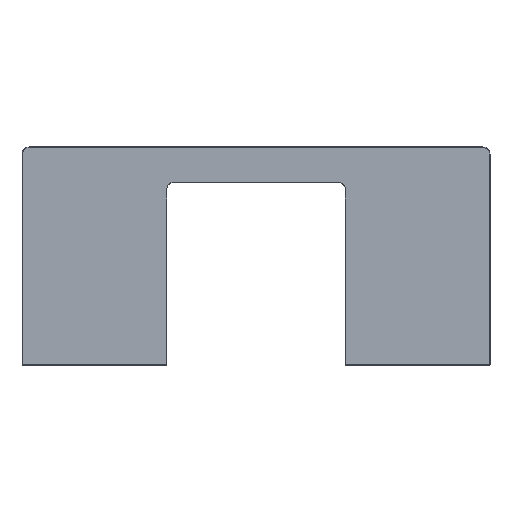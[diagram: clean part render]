
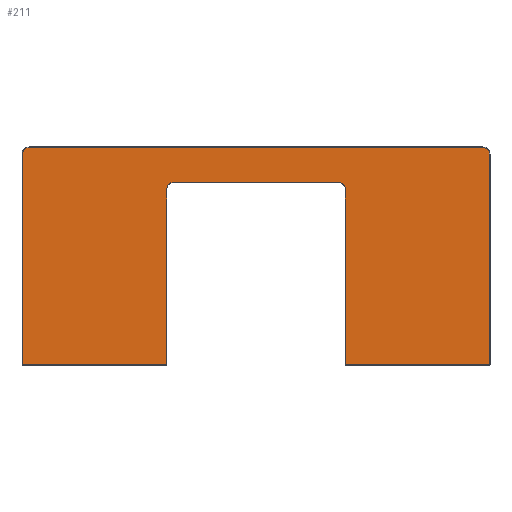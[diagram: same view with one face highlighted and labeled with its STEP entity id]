
A CAD part, front view. The second image highlights one B-rep face of the part: STEP entity #211.
In plain terms, the highlighted planar face has unit normal (0, -1, 0).
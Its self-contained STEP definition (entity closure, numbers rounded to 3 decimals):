
#60=CARTESIAN_POINT('Axis2P3D Location',(1180.,0.,0.)) ;
#65=CARTESIAN_POINT('Line Origine',(183.25,0.,1.5)) ;
#69=CARTESIAN_POINT('Vertex',(1.5,0.,1.5)) ;
#71=CARTESIAN_POINT('Vertex',(365.,0.,1.5)) ;
#74=CARTESIAN_POINT('Line Origine',(365.,0.,222.75)) ;
#78=CARTESIAN_POINT('Vertex',(365.,0.,444.)) ;
#82=CARTESIAN_POINT('Control Point',(381.,0.,460.)) ;
#83=CARTESIAN_POINT('Control Point',(379.432,0.,460.)) ;
#84=CARTESIAN_POINT('Control Point',(377.865,0.,459.808)) ;
#85=CARTESIAN_POINT('Control Point',(376.328,0.,459.424)) ;
#86=CARTESIAN_POINT('Control Point',(373.381,0.,458.288)) ;
#87=CARTESIAN_POINT('Control Point',(370.795,0.,456.473)) ;
#88=CARTESIAN_POINT('Control Point',(369.62,0.,455.412)) ;
#89=CARTESIAN_POINT('Control Point',(367.554,0.,453.022)) ;
#90=CARTESIAN_POINT('Control Point',(366.126,0.,450.205)) ;
#91=CARTESIAN_POINT('Control Point',(365.589,0.,448.715)) ;
#92=CARTESIAN_POINT('Control Point',(365.168,0.,446.857)) ;
#93=CARTESIAN_POINT('Control Point',(365.025,0.,444.97)) ;
#94=CARTESIAN_POINT('Control Point',(365.008,0.,444.647)) ;
#95=CARTESIAN_POINT('Control Point',(365.,0.,444.323)) ;
#96=CARTESIAN_POINT('Control Point',(365.,0.,444.)) ;
#97=CARTESIAN_POINT('Vertex',(381.,0.,460.)) ;
#100=CARTESIAN_POINT('Line Origine',(590.,0.,460.)) ;
#104=CARTESIAN_POINT('Vertex',(799.,0.,460.)) ;
#108=CARTESIAN_POINT('Control Point',(815.,0.,444.)) ;
#109=CARTESIAN_POINT('Control Point',(815.,0.,445.568)) ;
#110=CARTESIAN_POINT('Control Point',(814.808,0.,447.135)) ;
#111=CARTESIAN_POINT('Control Point',(814.424,0.,448.672)) ;
#112=CARTESIAN_POINT('Control Point',(813.288,0.,451.619)) ;
#113=CARTESIAN_POINT('Control Point',(811.473,0.,454.205)) ;
#114=CARTESIAN_POINT('Control Point',(810.412,0.,455.38)) ;
#115=CARTESIAN_POINT('Control Point',(808.022,0.,457.446)) ;
#116=CARTESIAN_POINT('Control Point',(805.205,0.,458.874)) ;
#117=CARTESIAN_POINT('Control Point',(803.715,0.,459.411)) ;
#118=CARTESIAN_POINT('Control Point',(801.857,0.,459.832)) ;
#119=CARTESIAN_POINT('Control Point',(799.97,0.,459.975)) ;
#120=CARTESIAN_POINT('Control Point',(799.647,0.,459.992)) ;
#121=CARTESIAN_POINT('Control Point',(799.323,0.,460.)) ;
#122=CARTESIAN_POINT('Control Point',(799.,0.,460.)) ;
#123=CARTESIAN_POINT('Vertex',(815.,0.,444.)) ;
#126=CARTESIAN_POINT('Line Origine',(815.,0.,222.75)) ;
#130=CARTESIAN_POINT('Vertex',(815.,0.,1.5)) ;
#133=CARTESIAN_POINT('Line Origine',(996.75,0.,1.5)) ;
#137=CARTESIAN_POINT('Vertex',(1178.5,0.,1.5)) ;
#140=CARTESIAN_POINT('Line Origine',(1178.5,0.,266.75)) ;
#144=CARTESIAN_POINT('Vertex',(1178.5,0.,532.)) ;
#148=CARTESIAN_POINT('Control Point',(1178.5,0.,532.)) ;
#149=CARTESIAN_POINT('Control Point',(1178.5,0.,533.592)) ;
#150=CARTESIAN_POINT('Control Point',(1178.308,0.,535.184)) ;
#151=CARTESIAN_POINT('Control Point',(1177.924,0.,536.745)) ;
#152=CARTESIAN_POINT('Control Point',(1176.787,0.,539.744)) ;
#153=CARTESIAN_POINT('Control Point',(1174.97,0.,542.386)) ;
#154=CARTESIAN_POINT('Control Point',(1173.905,0.,543.591)) ;
#155=CARTESIAN_POINT('Control Point',(1171.507,0.,545.72)) ;
#156=CARTESIAN_POINT('Control Point',(1168.671,0.,547.218)) ;
#157=CARTESIAN_POINT('Control Point',(1167.169,0.,547.791)) ;
#158=CARTESIAN_POINT('Control Point',(1165.215,0.,548.277)) ;
#159=CARTESIAN_POINT('Control Point',(1163.223,0.,548.462)) ;
#160=CARTESIAN_POINT('Control Point',(1162.815,0.,548.487)) ;
#161=CARTESIAN_POINT('Control Point',(1162.408,0.,548.5)) ;
#162=CARTESIAN_POINT('Control Point',(1162.,0.,548.5)) ;
#163=CARTESIAN_POINT('Vertex',(1162.,0.,548.5)) ;
#166=CARTESIAN_POINT('Line Origine',(590.,0.,548.5)) ;
#170=CARTESIAN_POINT('Vertex',(18.,0.,548.5)) ;
#174=CARTESIAN_POINT('Control Point',(18.,0.,548.5)) ;
#175=CARTESIAN_POINT('Control Point',(16.408,0.,548.5)) ;
#176=CARTESIAN_POINT('Control Point',(14.816,0.,548.308)) ;
#177=CARTESIAN_POINT('Control Point',(13.255,0.,547.924)) ;
#178=CARTESIAN_POINT('Control Point',(10.256,0.,546.787)) ;
#179=CARTESIAN_POINT('Control Point',(7.614,0.,544.97)) ;
#180=CARTESIAN_POINT('Control Point',(6.409,0.,543.905)) ;
#181=CARTESIAN_POINT('Control Point',(4.28,0.,541.507)) ;
#182=CARTESIAN_POINT('Control Point',(2.782,0.,538.671)) ;
#183=CARTESIAN_POINT('Control Point',(2.209,0.,537.169)) ;
#184=CARTESIAN_POINT('Control Point',(1.723,0.,535.215)) ;
#185=CARTESIAN_POINT('Control Point',(1.538,0.,533.223)) ;
#186=CARTESIAN_POINT('Control Point',(1.513,0.,532.815)) ;
#187=CARTESIAN_POINT('Control Point',(1.5,0.,532.408)) ;
#188=CARTESIAN_POINT('Control Point',(1.5,0.,532.)) ;
#189=CARTESIAN_POINT('Vertex',(1.5,0.,532.)) ;
#192=CARTESIAN_POINT('Line Origine',(1.5,0.,266.75)) ;
#67=VECTOR('Line Direction',#66,1.) ;
#76=VECTOR('Line Direction',#75,1.) ;
#102=VECTOR('Line Direction',#101,1.) ;
#128=VECTOR('Line Direction',#127,1.) ;
#135=VECTOR('Line Direction',#134,1.) ;
#142=VECTOR('Line Direction',#141,1.) ;
#168=VECTOR('Line Direction',#167,1.) ;
#194=VECTOR('Line Direction',#193,1.) ;
#61=DIRECTION('Axis2P3D Direction',(-0.,1.,0.)) ;
#62=DIRECTION('Axis2P3D XDirection',(0.,0.,1.)) ;
#66=DIRECTION('Vector Direction',(1.,0.,0.)) ;
#75=DIRECTION('Vector Direction',(0.,0.,-1.)) ;
#101=DIRECTION('Vector Direction',(-1.,0.,0.)) ;
#127=DIRECTION('Vector Direction',(0.,0.,1.)) ;
#134=DIRECTION('Vector Direction',(1.,0.,0.)) ;
#141=DIRECTION('Vector Direction',(0.,0.,1.)) ;
#167=DIRECTION('Vector Direction',(-1.,0.,0.)) ;
#193=DIRECTION('Vector Direction',(0.,0.,-1.)) ;
#63=AXIS2_PLACEMENT_3D('Plane Axis2P3D',#60,#61,#62) ;
#68=LINE('Line',#65,#67) ;
#77=LINE('Line',#74,#76) ;
#103=LINE('Line',#100,#102) ;
#129=LINE('Line',#126,#128) ;
#136=LINE('Line',#133,#135) ;
#143=LINE('Line',#140,#142) ;
#169=LINE('Line',#166,#168) ;
#195=LINE('Line',#192,#194) ;
#64=PLANE('',#63) ;
#73=EDGE_CURVE('',#70,#72,#68,.T.) ;
#80=EDGE_CURVE('',#79,#72,#77,.T.) ;
#99=EDGE_CURVE('',#98,#79,#81,.T.) ;
#106=EDGE_CURVE('',#105,#98,#103,.T.) ;
#125=EDGE_CURVE('',#124,#105,#107,.T.) ;
#132=EDGE_CURVE('',#131,#124,#129,.T.) ;
#139=EDGE_CURVE('',#131,#138,#136,.T.) ;
#146=EDGE_CURVE('',#138,#145,#143,.T.) ;
#165=EDGE_CURVE('',#145,#164,#147,.T.) ;
#172=EDGE_CURVE('',#164,#171,#169,.T.) ;
#191=EDGE_CURVE('',#171,#190,#173,.T.) ;
#196=EDGE_CURVE('',#190,#70,#195,.T.) ;
#198=ORIENTED_EDGE('',*,*,#73,.T.) ;
#199=ORIENTED_EDGE('',*,*,#80,.F.) ;
#200=ORIENTED_EDGE('',*,*,#99,.F.) ;
#201=ORIENTED_EDGE('',*,*,#106,.F.) ;
#202=ORIENTED_EDGE('',*,*,#125,.F.) ;
#203=ORIENTED_EDGE('',*,*,#132,.F.) ;
#204=ORIENTED_EDGE('',*,*,#139,.T.) ;
#205=ORIENTED_EDGE('',*,*,#146,.T.) ;
#206=ORIENTED_EDGE('',*,*,#165,.T.) ;
#207=ORIENTED_EDGE('',*,*,#172,.T.) ;
#208=ORIENTED_EDGE('',*,*,#191,.T.) ;
#209=ORIENTED_EDGE('',*,*,#196,.T.) ;
#197=EDGE_LOOP('',(#198,#199,#200,#201,#202,#203,#204,#205,#206,#207,#208,#209)) ;
#70=VERTEX_POINT('',#69) ;
#72=VERTEX_POINT('',#71) ;
#79=VERTEX_POINT('',#78) ;
#98=VERTEX_POINT('',#97) ;
#105=VERTEX_POINT('',#104) ;
#124=VERTEX_POINT('',#123) ;
#131=VERTEX_POINT('',#130) ;
#138=VERTEX_POINT('',#137) ;
#145=VERTEX_POINT('',#144) ;
#164=VERTEX_POINT('',#163) ;
#171=VERTEX_POINT('',#170) ;
#190=VERTEX_POINT('',#189) ;
#211=ADVANCED_FACE('Hauptk\X2\00F6\X0\rper',(#210),#64,.F.) ;
#81=B_SPLINE_CURVE_WITH_KNOTS('',5,(#82,#83,#84,#85,#86,#87,#88,#89,#90,#91,#92,#93,#94,#95,#96),.UNSPECIFIED.,.F.,.U.,(6,3,3,3,6),(0.,11.085,22.17,33.255,35.542),.UNSPECIFIED.) ;
#107=B_SPLINE_CURVE_WITH_KNOTS('',5,(#108,#109,#110,#111,#112,#113,#114,#115,#116,#117,#118,#119,#120,#121,#122),.UNSPECIFIED.,.F.,.U.,(6,3,3,3,6),(0.,11.085,22.17,33.255,35.542),.UNSPECIFIED.) ;
#147=B_SPLINE_CURVE_WITH_KNOTS('',5,(#148,#149,#150,#151,#152,#153,#154,#155,#156,#157,#158,#159,#160,#161,#162),.UNSPECIFIED.,.F.,.U.,(6,3,3,3,6),(0.,11.257,22.514,33.771,36.653),.UNSPECIFIED.) ;
#173=B_SPLINE_CURVE_WITH_KNOTS('',5,(#174,#175,#176,#177,#178,#179,#180,#181,#182,#183,#184,#185,#186,#187,#188),.UNSPECIFIED.,.F.,.U.,(6,3,3,3,6),(0.,11.257,22.514,33.771,36.653),.UNSPECIFIED.) ;
#210=FACE_OUTER_BOUND('',#197,.T.) ;
